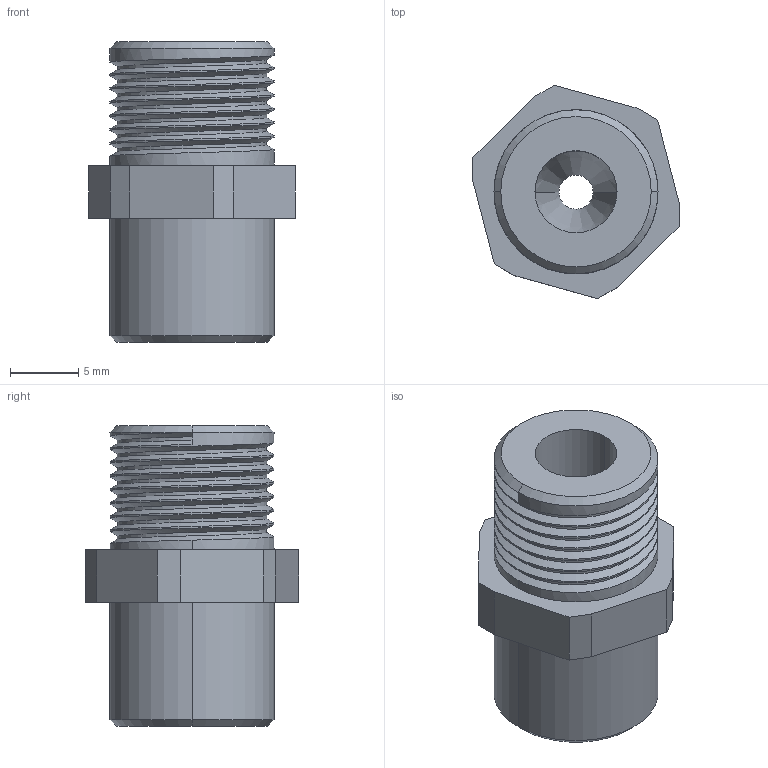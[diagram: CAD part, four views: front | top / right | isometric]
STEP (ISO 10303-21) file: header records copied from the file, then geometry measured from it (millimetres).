
FILE_DESCRIPTION (( 'STEP AP214' ), '1' );
FILE_NAME ('NOZZLE FOR CFD 2p5mm.STEP', '2025-11-13T16:31:38', ( '' ), ( '' ), 'SwSTEP 2.0', 'SolidWorks 2025', '' );
FILE_SCHEMA (( 'AUTOMOTIVE_DESIGN' ));
Length unit declared in the file: millimetre
Products named in the file (1): NOZZLE FOR CFD 2p5mm
Bounding box: 15.12 x 15.61 x 22 mm (x, y, z)
Volume: 2144.6 mm3; surface area: 1658.2 mm2
Topology: 1 solids, 1 shells, 50 faces, 125 edges, 79 vertices
Faces by surface type: cylinder 21, plane 18, cone 8, bspline 3
Entity records: 2584 total; most frequent: CARTESIAN_POINT 1461, ORIENTED_EDGE 250, DIRECTION 206, EDGE_CURVE 125, VERTEX_POINT 79, LINE 70, VECTOR 70, AXIS2_PLACEMENT_3D 68
